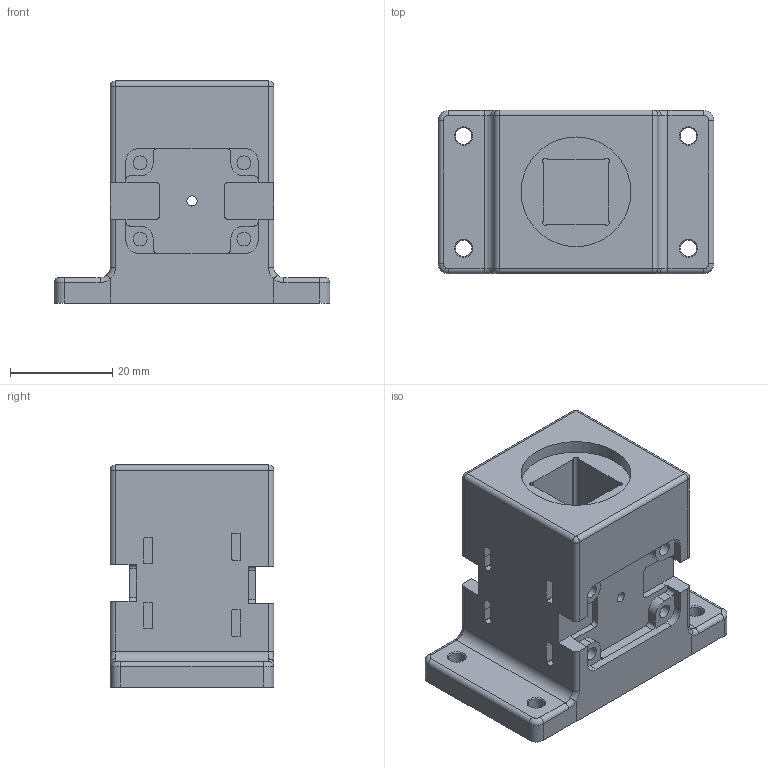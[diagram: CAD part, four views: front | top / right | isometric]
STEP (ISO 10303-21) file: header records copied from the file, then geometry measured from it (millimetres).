
FILE_DESCRIPTION(('FreeCAD Model'),'2;1');
FILE_NAME('Open CASCADE Shape Model','2023-11-12T17:54:06',('Author'),( ''),'Open CASCADE STEP processor 7.6','FreeCAD','Unknown');
FILE_SCHEMA(('AUTOMOTIVE_DESIGN { 1 0 10303 214 1 1 1 1 }'));
Length unit declared in the file: millimetre
Products named in the file (1): OpticalFilterPocket
Bounding box: 54 x 32 x 43.5 mm (x, y, z)
Volume: 36075.3 mm3; surface area: 13324.8 mm2
Topology: 1 solids, 1 shells, 306 faces, 823 edges, 526 vertices
Faces by surface type: plane 155, cylinder 131, torus 8, cone 4, bspline 4, sphere 4
Full cylindrical faces by diameter (mm): 2 x2, 2.7 x16, 3.2 x4, 21.5 x1
Entity records: 9687 total; most frequent: CARTESIAN_POINT 1768, DIRECTION 1695, ORIENTED_EDGE 1638, EDGE_CURVE 819, AXIS2_PLACEMENT_3D 585, VERTEX_POINT 526, LINE 525, VECTOR 525
